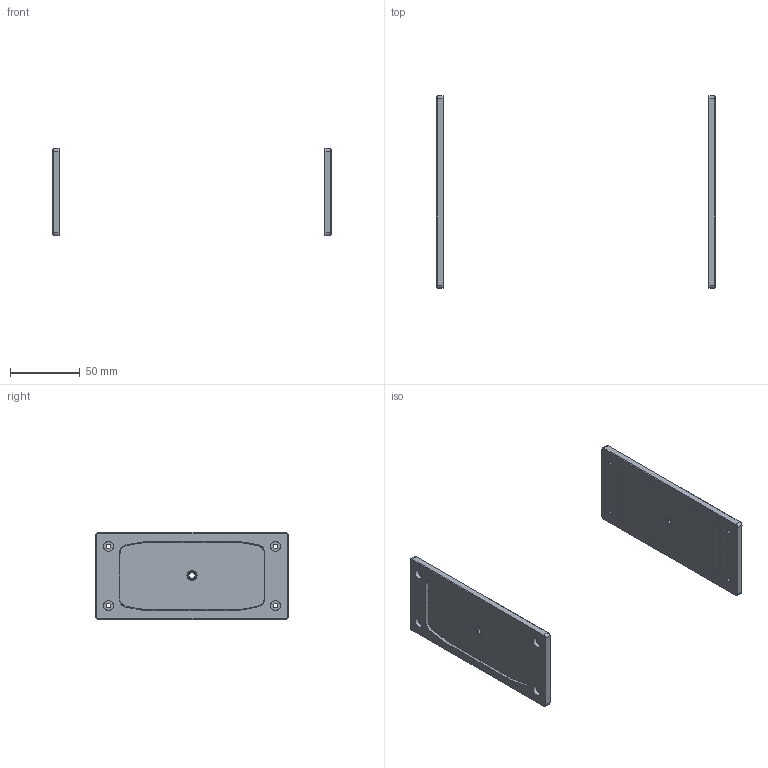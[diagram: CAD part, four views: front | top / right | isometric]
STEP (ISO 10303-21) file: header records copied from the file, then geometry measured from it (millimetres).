
FILE_DESCRIPTION(/* description */ ('','CAx-IF Rec.Pracs.---Representation and Presentation of Product Manufacturing Information (PMI)---4.0---2014-10-13'),/* implementation_level */ '2;1');
FILE_NAME(/* name */ 'Skirts.step',/* time_stamp */ '2025-03-13T20:51:48-07:00',/* author */ (''),/* organization */ (''),/* preprocessor_version */ 'ST-DEVELOPER v20',/* originating_system */ 'Autodesk Translation Framework v13.20.0.188',/* authorisation */ '');
FILE_SCHEMA (('AP242_MANAGED_MODEL_BASED_3D_ENGINEERING_MIM_LF { 1 0 10303 442 1 1 4 }'));
Length unit declared in the file: millimetre
Products named in the file (5): NightOwl; NightOwl_1; Skirts; Rear Skirt (M4); Front Skirt (M4)
Assembly tree (4 placements, depth 4):
  NightOwl
    NightOwl_1
      Skirts
        Rear Skirt (M4)
        Front Skirt (M4)
Bounding box: 200 x 138 x 62.5 mm (x, y, z)
Volume: 32421.1 mm3; surface area: 63337.6 mm2
Topology: 2 solids, 4 shells, 368 faces, 1066 edges, 660 vertices
Faces by surface type: plane 158, cylinder 94, bspline 88, cone 28
Full cylindrical faces by diameter (mm): 3.4 x8, 5.9 x2, 7 x8, 7.2 x4
Entity records: 16078 total; most frequent: CARTESIAN_POINT 6927, ORIENTED_EDGE 2140, DIRECTION 1504, EDGE_CURVE 1070, VERTEX_POINT 664, LINE 506, VECTOR 506, AXIS2_PLACEMENT_3D 499
